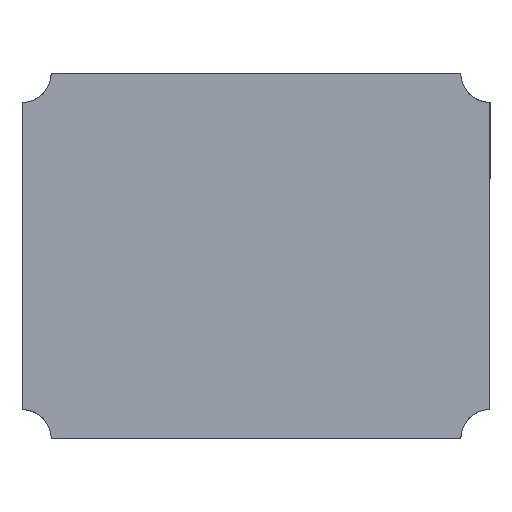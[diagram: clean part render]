
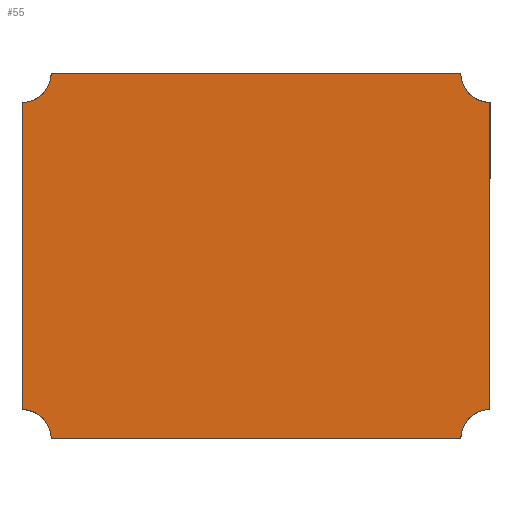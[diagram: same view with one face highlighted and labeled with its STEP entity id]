
A CAD part, front view. The second image highlights one B-rep face of the part: STEP entity #55.
In plain terms, the highlighted planar face has unit normal (0, -1, 0).
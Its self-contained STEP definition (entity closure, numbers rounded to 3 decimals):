
#1 = CARTESIAN_POINT ( 'NONE',  ( 1.6, 0., 1.05 ) ) ;
#9 = CIRCLE ( 'NONE', #377, 0.2 ) ;
#18 = CARTESIAN_POINT ( 'NONE',  ( 1.6, 0., -1.25 ) ) ;
#20 = VECTOR ( 'NONE', #415, 1000. ) ;
#24 = CARTESIAN_POINT ( 'NONE',  ( 1.6, 0., -1.25 ) ) ;
#30 = ORIENTED_EDGE ( 'NONE', *, *, #222, .F. ) ;
#38 = CARTESIAN_POINT ( 'NONE',  ( -1.6, 0., 1.25 ) ) ;
#43 = AXIS2_PLACEMENT_3D ( 'NONE', #328, #102, #398 ) ;
#45 = CARTESIAN_POINT ( 'NONE',  ( -1.6, 0., 1.05 ) ) ;
#49 = ORIENTED_EDGE ( 'NONE', *, *, #372, .F. ) ;
#54 = DIRECTION ( 'NONE',  ( 0., 0., -1. ) ) ;
#55 = ADVANCED_FACE ( 'NONE', ( #288 ), #435, .F. ) ;
#61 = VERTEX_POINT ( 'NONE', #1 ) ;
#63 = ORIENTED_EDGE ( 'NONE', *, *, #118, .F. ) ;
#81 = DIRECTION ( 'NONE',  ( 1., 0., 0. ) ) ;
#83 = VERTEX_POINT ( 'NONE', #373 ) ;
#89 = DIRECTION ( 'NONE',  ( 0., -1., 0. ) ) ;
#102 = DIRECTION ( 'NONE',  ( 0., 1., 0. ) ) ;
#107 = CIRCLE ( 'NONE', #411, 0.2 ) ;
#114 = DIRECTION ( 'NONE',  ( 0., 0., 1. ) ) ;
#116 = CIRCLE ( 'NONE', #143, 0.2 ) ;
#118 = EDGE_CURVE ( 'NONE', #168, #274, #198, .T. ) ;
#129 = ORIENTED_EDGE ( 'NONE', *, *, #236, .F. ) ;
#131 = DIRECTION ( 'NONE',  ( -1., 0., 0. ) ) ;
#138 = LINE ( 'NONE', #160, #293 ) ;
#143 = AXIS2_PLACEMENT_3D ( 'NONE', #24, #190, #387 ) ;
#160 = CARTESIAN_POINT ( 'NONE',  ( -1.6, 0., -1.25 ) ) ;
#168 = VERTEX_POINT ( 'NONE', #45 ) ;
#185 = VERTEX_POINT ( 'NONE', #378 ) ;
#188 = CARTESIAN_POINT ( 'NONE',  ( -1.6, 0., 1.25 ) ) ;
#189 = ORIENTED_EDGE ( 'NONE', *, *, #362, .F. ) ;
#190 = DIRECTION ( 'NONE',  ( 0., -1., 0. ) ) ;
#198 = CIRCLE ( 'NONE', #427, 0.2 ) ;
#202 = LINE ( 'NONE', #463, #301 ) ;
#203 = LINE ( 'NONE', #18, #20 ) ;
#220 = VERTEX_POINT ( 'NONE', #386 ) ;
#222 = EDGE_CURVE ( 'NONE', #61, #83, #203, .T. ) ;
#236 = EDGE_CURVE ( 'NONE', #274, #185, #303, .T. ) ;
#240 = EDGE_CURVE ( 'NONE', #327, #220, #9, .T. ) ;
#250 = DIRECTION ( 'NONE',  ( 0., -1., 0. ) ) ;
#252 = VERTEX_POINT ( 'NONE', #299 ) ;
#256 = CARTESIAN_POINT ( 'NONE',  ( -1.4, 0., 1.25 ) ) ;
#266 = CARTESIAN_POINT ( 'NONE',  ( -1.4, 0., -1.25 ) ) ;
#274 = VERTEX_POINT ( 'NONE', #256 ) ;
#288 = FACE_OUTER_BOUND ( 'NONE', #334, .T. ) ;
#293 = VECTOR ( 'NONE', #131, 1000. ) ;
#299 = CARTESIAN_POINT ( 'NONE',  ( 1.4, 0., -1.25 ) ) ;
#301 = VECTOR ( 'NONE', #417, 1000. ) ;
#303 = LINE ( 'NONE', #188, #396 ) ;
#307 = DIRECTION ( 'NONE',  ( 0., -1., 0. ) ) ;
#327 = VERTEX_POINT ( 'NONE', #266 ) ;
#328 = CARTESIAN_POINT ( 'NONE',  ( 0., 0., 0. ) ) ;
#334 = EDGE_LOOP ( 'NONE', ( #30, #399, #129, #63, #369, #438, #189, #49 ) ) ;
#349 = CARTESIAN_POINT ( 'NONE',  ( 1.6, 0., 1.25 ) ) ;
#362 = EDGE_CURVE ( 'NONE', #252, #327, #138, .T. ) ;
#369 = ORIENTED_EDGE ( 'NONE', *, *, #405, .F. ) ;
#372 = EDGE_CURVE ( 'NONE', #83, #252, #116, .T. ) ;
#373 = CARTESIAN_POINT ( 'NONE',  ( 1.6, 0., -1.05 ) ) ;
#377 = AXIS2_PLACEMENT_3D ( 'NONE', #458, #307, #54 ) ;
#378 = CARTESIAN_POINT ( 'NONE',  ( 1.4, 0., 1.25 ) ) ;
#386 = CARTESIAN_POINT ( 'NONE',  ( -1.6, 0., -1.05 ) ) ;
#387 = DIRECTION ( 'NONE',  ( 0., 0., 1. ) ) ;
#396 = VECTOR ( 'NONE', #81, 1000. ) ;
#398 = DIRECTION ( 'NONE',  ( 0., 0., 1. ) ) ;
#399 = ORIENTED_EDGE ( 'NONE', *, *, #433, .F. ) ;
#405 = EDGE_CURVE ( 'NONE', #220, #168, #202, .T. ) ;
#411 = AXIS2_PLACEMENT_3D ( 'NONE', #349, #89, #459 ) ;
#415 = DIRECTION ( 'NONE',  ( 0., 0., -1. ) ) ;
#417 = DIRECTION ( 'NONE',  ( 0., 0., 1. ) ) ;
#427 = AXIS2_PLACEMENT_3D ( 'NONE', #38, #250, #114 ) ;
#433 = EDGE_CURVE ( 'NONE', #185, #61, #107, .T. ) ;
#435 = PLANE ( 'NONE',  #43 ) ;
#438 = ORIENTED_EDGE ( 'NONE', *, *, #240, .F. ) ;
#458 = CARTESIAN_POINT ( 'NONE',  ( -1.6, 0., -1.25 ) ) ;
#459 = DIRECTION ( 'NONE',  ( 0., 0., -1. ) ) ;
#463 = CARTESIAN_POINT ( 'NONE',  ( -1.6, 0., -1.25 ) ) ;
